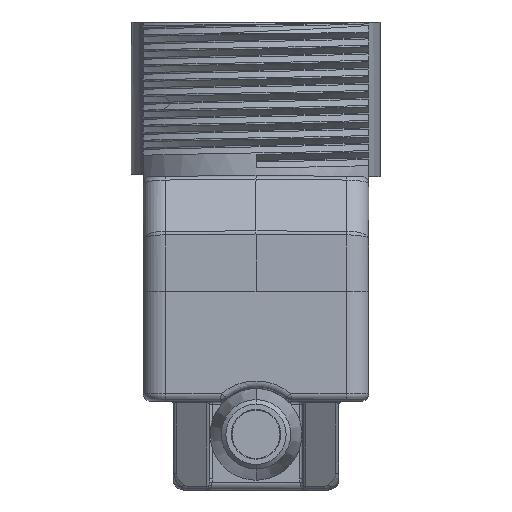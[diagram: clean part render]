
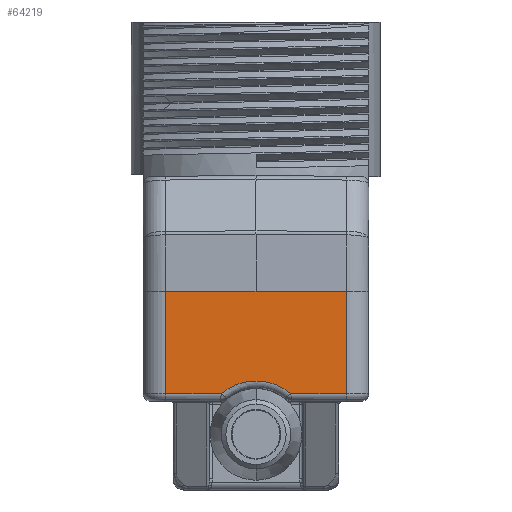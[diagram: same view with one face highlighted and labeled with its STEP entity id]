
A CAD part, front view. The second image highlights one B-rep face of the part: STEP entity #64219.
In plain terms, the highlighted planar face has unit normal (0, -1, 0).
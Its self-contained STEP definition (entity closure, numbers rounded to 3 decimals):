
#60646=DIRECTION('',(1.,0.,0.));
#60647=VECTOR('',#60646,12.);
#60648=CARTESIAN_POINT('',(-6.,0.,0.));
#60649=LINE('',#60648,#60647);
#60650=DIRECTION('',(-1.,0.,0.));
#60651=VECTOR('',#60650,3.695);
#60652=CARTESIAN_POINT('',(6.,0.,-6.8));
#60653=LINE('',#60652,#60651);
#60663=CARTESIAN_POINT('',(2.305,0.,
-6.8));
#60711=DIRECTION('',(0.,0.,1.));
#60712=VECTOR('',#60711,6.8);
#60713=CARTESIAN_POINT('',(6.,0.,-6.8));
#60714=LINE('',#60713,#60712);
#62063=CARTESIAN_POINT('',(-2.305,0.,
-6.8));
#62085=CARTESIAN_POINT('',(0.,0.,-9.5));
#62086=DIRECTION('',(0.,1.,0.));
#62087=DIRECTION('',(-0.649,0.,0.761));
#62088=AXIS2_PLACEMENT_3D('',#62085,#62086,#62087);
#62094=DIRECTION('',(-1.,0.,0.));
#62095=VECTOR('',#62094,3.695);
#62096=CARTESIAN_POINT('',(-2.305,0.,
-6.8));
#62097=LINE('',#62096,#62095);
#62135=DIRECTION('',(0.,0.,-1.));
#62136=VECTOR('',#62135,6.8);
#62137=CARTESIAN_POINT('',(-6.,0.,0.));
#62138=LINE('',#62137,#62136);
#63552=CARTESIAN_POINT('',(-6.,0.,0.));
#63553=VERTEX_POINT('',#63552);
#63554=CARTESIAN_POINT('',(6.,0.,0.));
#63555=VERTEX_POINT('',#63554);
#64047=CARTESIAN_POINT('',(6.,0.,-6.8));
#64048=VERTEX_POINT('',#64047);
#64065=CARTESIAN_POINT('',(-6.,0.,-6.8));
#64066=VERTEX_POINT('',#64065);
#64074=VERTEX_POINT('',#60663);
#64076=VERTEX_POINT('',#62063);
#64200=CARTESIAN_POINT('',(0.,0.,0.));
#64201=DIRECTION('',(0.,1.,0.));
#64202=DIRECTION('',(1.,0.,0.));
#64203=AXIS2_PLACEMENT_3D('',#64200,#64201,#64202);
#64204=PLANE('',#64203);
#64206=ORIENTED_EDGE('',*,*,#64205,.T.);
#64208=ORIENTED_EDGE('',*,*,#64207,.F.);
#64210=ORIENTED_EDGE('',*,*,#64209,.T.);
#64212=ORIENTED_EDGE('',*,*,#64211,.F.);
#64214=ORIENTED_EDGE('',*,*,#64213,.T.);
#64216=ORIENTED_EDGE('',*,*,#64215,.F.);
#64217=EDGE_LOOP('',(#64206,#64208,#64210,#64212,#64214,#64216));
#64218=FACE_OUTER_BOUND('',#64217,.F.);
#64219=ADVANCED_FACE('',(#64218),#64204,.F.);
#62089=CIRCLE('',#62088,3.55);
#64205=EDGE_CURVE('',#64048,#64074,#60653,.T.);
#64207=EDGE_CURVE('',#64076,#64074,#62089,.T.);
#64209=EDGE_CURVE('',#64076,#64066,#62097,.T.);
#64211=EDGE_CURVE('',#63553,#64066,#62138,.T.);
#64213=EDGE_CURVE('',#63553,#63555,#60649,.T.);
#64215=EDGE_CURVE('',#64048,#63555,#60714,.T.);
